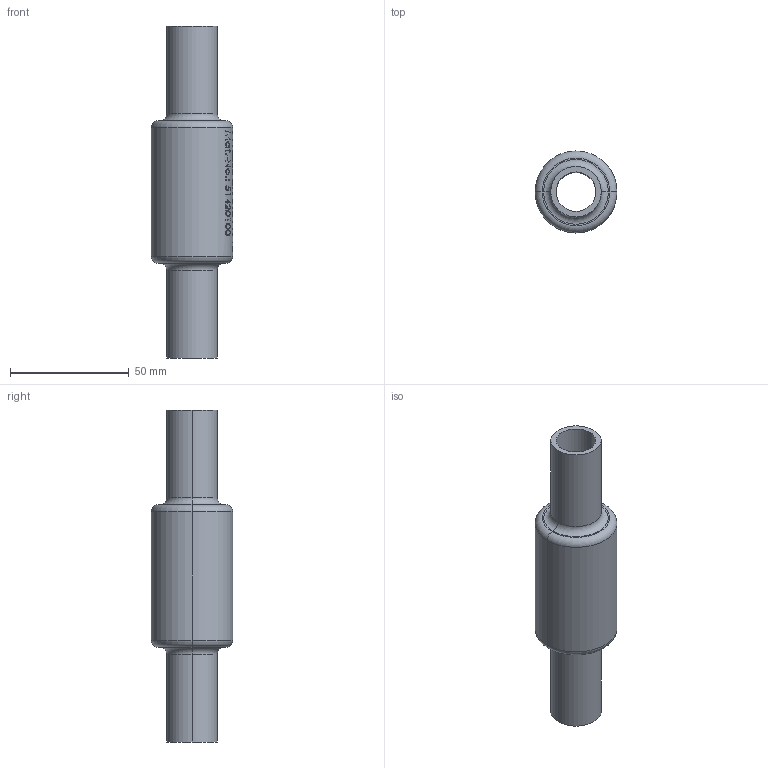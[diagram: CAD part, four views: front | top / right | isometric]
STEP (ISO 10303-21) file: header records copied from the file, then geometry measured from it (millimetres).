
FILE_DESCRIPTION (( 'STEP AP214' ), '1' );
FILE_NAME ('7110000_DN015_ PN10_51420100.STEP', '2022-02-25T06:53:47', ( 'axxx' ), ( 'Hewlett-Packard Company' ), 'SwSTEP 2.0', 'SolidWorks 2019', '' );
FILE_SCHEMA (( 'AUTOMOTIVE_DESIGN' ));
Length unit declared in the file: millimetre
Products named in the file (1): 7110000_DN015_ PN10_51420100
Bounding box: 34.5 x 34.5 x 140 mm (x, y, z)
Volume: 53294.1 mm3; surface area: 22795 mm2
Topology: 1 solids, 1 shells, 489 faces, 1309 edges, 870 vertices
Faces by surface type: plane 238, bspline 205, cylinder 38, torus 8
Entity records: 27353 total; most frequent: CARTESIAN_POINT 16581, ORIENTED_EDGE 2618, DIRECTION 1508, EDGE_CURVE 1309, VERTEX_POINT 870, LINE 712, VECTOR 712, EDGE_LOOP 539
